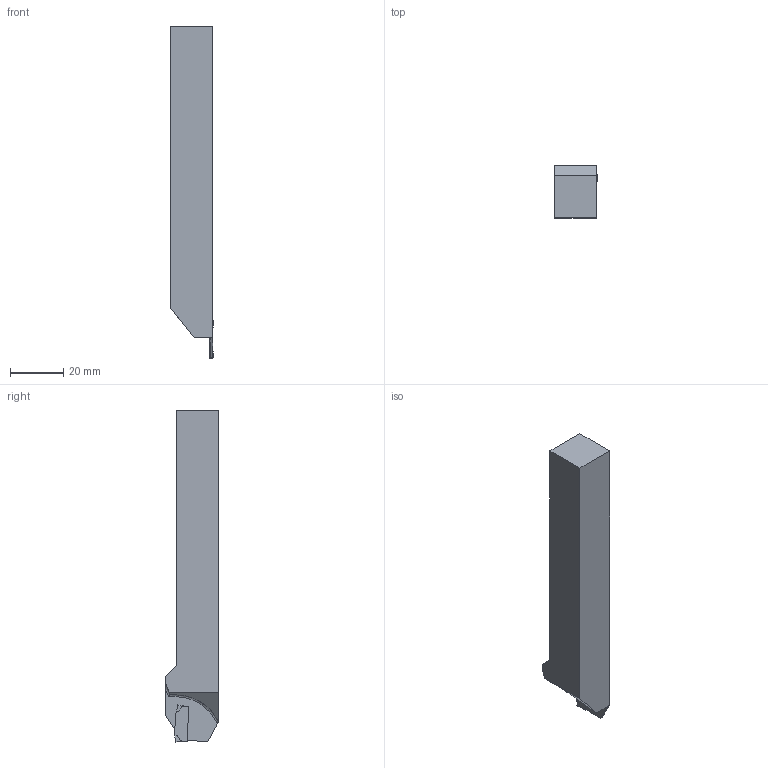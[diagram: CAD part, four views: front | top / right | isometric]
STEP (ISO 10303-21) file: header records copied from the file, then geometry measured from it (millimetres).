
FILE_DESCRIPTION(/* description */ (''),/* implementation_level */ '2;1');
FILE_NAME(/* name */ '1558666769462.stp',/* time_stamp */ '2019-05-24T08:29:41+06:00',/* author */ (''),/* organization */ ('SMS'),/* preprocessor_version */ 'ST-DEVELOPER v15',/* originating_system */ 'SIEMENS PLM Software NX 8.5',/* authorisation */ '');
FILE_SCHEMA (('AUTOMOTIVE_DESIGN { 1 0 10303 214 3 1 1 1 }'));
Length unit declared in the file: millimetre
Products named in the file (4): 201539459mod000_00; ASSEMBLY_CONSTRUCTION; 202120735mod000_00; 202120733mod000_00
Assembly tree (3 placements, depth 2):
  202120733mod000_00
    202120735mod000_00
    ASSEMBLY_CONSTRUCTION
    201539459mod000_00
Bounding box: 16.09 x 19.9 x 125 mm (x, y, z)
Volume: 28411.8 mm3; surface area: 8260.1 mm2
Topology: 2 solids, 2 shells, 77 faces, 212 edges, 146 vertices
Faces by surface type: plane 44, extrusion 16, cylinder 10, bspline 6, torus 1
Entity records: 3039 total; most frequent: CARTESIAN_POINT 1031, ORIENTED_EDGE 422, DIRECTION 315, EDGE_CURVE 211, VECTOR 159, LINE 143, VERTEX_POINT 138, AXIS2_PLACEMENT_3D 78
